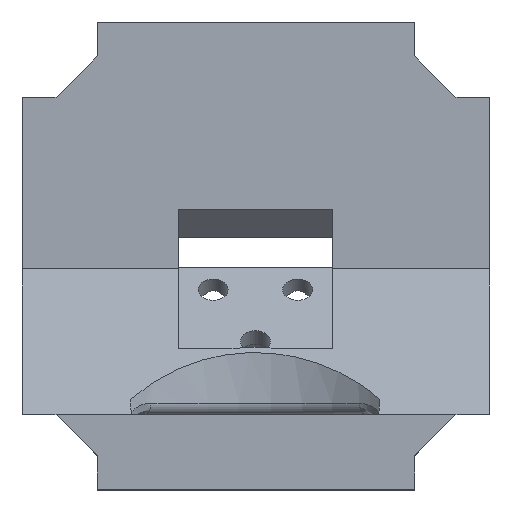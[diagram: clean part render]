
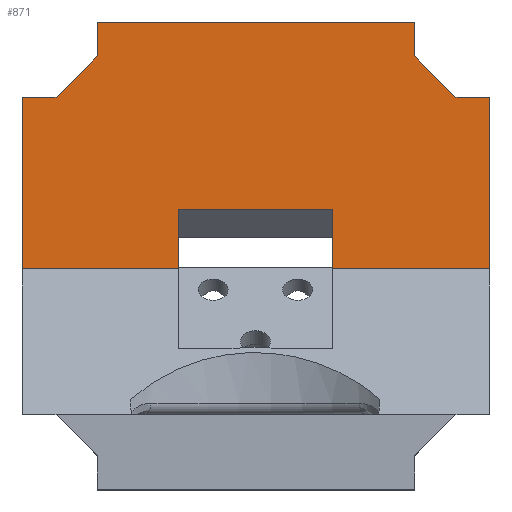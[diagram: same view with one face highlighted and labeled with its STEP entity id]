
A CAD part, top view. The second image highlights one B-rep face of the part: STEP entity #871.
In plain terms, the highlighted planar face has unit normal (0, 0, 1).
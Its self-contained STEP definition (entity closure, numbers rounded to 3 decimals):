
#87=FACE_OUTER_BOUND('',#135,.T.);
#135=EDGE_LOOP('',(#610,#611,#612,#613,#614,#615,#616,#617,#618,#619,#620,
#621,#622,#623));
#182=LINE('',#1244,#271);
#188=LINE('',#1255,#277);
#196=LINE('',#1293,#285);
#201=LINE('',#1376,#290);
#202=LINE('',#1378,#291);
#203=LINE('',#1380,#292);
#204=LINE('',#1382,#293);
#205=LINE('',#1384,#294);
#206=LINE('',#1386,#295);
#207=LINE('',#1388,#296);
#208=LINE('',#1390,#297);
#209=LINE('',#1392,#298);
#210=LINE('',#1394,#299);
#211=LINE('',#1395,#300);
#271=VECTOR('',#1007,10.);
#277=VECTOR('',#1015,10.);
#285=VECTOR('',#1033,10.);
#290=VECTOR('',#1044,10.);
#291=VECTOR('',#1045,10.);
#292=VECTOR('',#1046,10.);
#293=VECTOR('',#1047,10.);
#294=VECTOR('',#1048,10.);
#295=VECTOR('',#1049,10.);
#296=VECTOR('',#1050,10.);
#297=VECTOR('',#1051,10.);
#298=VECTOR('',#1052,10.);
#299=VECTOR('',#1053,10.);
#300=VECTOR('',#1054,10.);
#360=VERTEX_POINT('',#1241);
#361=VERTEX_POINT('',#1243);
#365=VERTEX_POINT('',#1253);
#374=VERTEX_POINT('',#1291);
#377=VERTEX_POINT('',#1375);
#378=VERTEX_POINT('',#1377);
#379=VERTEX_POINT('',#1379);
#380=VERTEX_POINT('',#1381);
#381=VERTEX_POINT('',#1383);
#382=VERTEX_POINT('',#1385);
#383=VERTEX_POINT('',#1387);
#384=VERTEX_POINT('',#1389);
#385=VERTEX_POINT('',#1391);
#386=VERTEX_POINT('',#1393);
#445=EDGE_CURVE('',#361,#360,#182,.T.);
#451=EDGE_CURVE('',#360,#365,#188,.T.);
#463=EDGE_CURVE('',#365,#374,#196,.T.);
#469=EDGE_CURVE('',#374,#377,#201,.T.);
#470=EDGE_CURVE('',#378,#377,#202,.T.);
#471=EDGE_CURVE('',#379,#378,#203,.T.);
#472=EDGE_CURVE('',#380,#379,#204,.T.);
#473=EDGE_CURVE('',#381,#380,#205,.T.);
#474=EDGE_CURVE('',#382,#381,#206,.T.);
#475=EDGE_CURVE('',#383,#382,#207,.T.);
#476=EDGE_CURVE('',#384,#383,#208,.T.);
#477=EDGE_CURVE('',#385,#384,#209,.T.);
#478=EDGE_CURVE('',#386,#385,#210,.T.);
#479=EDGE_CURVE('',#386,#361,#211,.T.);
#610=ORIENTED_EDGE('',*,*,#445,.T.);
#611=ORIENTED_EDGE('',*,*,#451,.T.);
#612=ORIENTED_EDGE('',*,*,#463,.T.);
#613=ORIENTED_EDGE('',*,*,#469,.T.);
#614=ORIENTED_EDGE('',*,*,#470,.F.);
#615=ORIENTED_EDGE('',*,*,#471,.F.);
#616=ORIENTED_EDGE('',*,*,#472,.F.);
#617=ORIENTED_EDGE('',*,*,#473,.F.);
#618=ORIENTED_EDGE('',*,*,#474,.F.);
#619=ORIENTED_EDGE('',*,*,#475,.F.);
#620=ORIENTED_EDGE('',*,*,#476,.F.);
#621=ORIENTED_EDGE('',*,*,#477,.F.);
#622=ORIENTED_EDGE('',*,*,#478,.F.);
#623=ORIENTED_EDGE('',*,*,#479,.T.);
#839=PLANE('',#938);
#871=ADVANCED_FACE('',(#87),#839,.F.);
#938=AXIS2_PLACEMENT_3D('',#1374,#1042,#1043);
#1007=DIRECTION('',(0.,1.,0.));
#1015=DIRECTION('',(1.,0.,0.));
#1033=DIRECTION('',(0.,-1.,0.));
#1042=DIRECTION('center_axis',(0.,0.,
-1.));
#1043=DIRECTION('ref_axis',(0.,1.,0.));
#1044=DIRECTION('',(1.,0.,0.));
#1045=DIRECTION('',(0.,-1.,0.));
#1046=DIRECTION('',(1.,0.,0.));
#1047=DIRECTION('',(0.707,-0.707,0.));
#1048=DIRECTION('',(0.,-1.,0.));
#1049=DIRECTION('',(1.,0.,0.));
#1050=DIRECTION('',(0.,1.,0.));
#1051=DIRECTION('',(0.707,0.707,0.));
#1052=DIRECTION('',(1.,0.,0.));
#1053=DIRECTION('',(0.,1.,0.));
#1054=DIRECTION('',(1.,0.,0.));
#1241=CARTESIAN_POINT('',(-8.266,4.95,2.986));
#1243=CARTESIAN_POINT('',(-8.266,-1.379,2.986));
#1244=CARTESIAN_POINT('',(-8.266,0.203,2.986));
#1253=CARTESIAN_POINT('',(8.144,4.95,2.986));
#1255=CARTESIAN_POINT('',(-8.378,4.95,2.986));
#1291=CARTESIAN_POINT('',(8.144,-1.379,2.986));
#1293=CARTESIAN_POINT('',(8.144,-5.599,2.986));
#1374=CARTESIAN_POINT('Origin',(-24.9,-1.379,2.986));
#1375=CARTESIAN_POINT('',(24.9,-1.379,2.986));
#1376=CARTESIAN_POINT('',(-24.9,-1.379,2.986));
#1377=CARTESIAN_POINT('',(24.9,16.9,2.986));
#1378=CARTESIAN_POINT('',(24.9,-9.139,2.986));
#1379=CARTESIAN_POINT('',(21.284,16.9,2.986));
#1380=CARTESIAN_POINT('',(0.,16.9,2.986));
#1381=CARTESIAN_POINT('',(16.9,21.284,2.986));
#1382=CARTESIAN_POINT('',(14.308,23.876,2.986));
#1383=CARTESIAN_POINT('',(16.9,24.9,2.986));
#1384=CARTESIAN_POINT('',(16.9,9.952,2.986));
#1385=CARTESIAN_POINT('',(-16.9,24.9,2.986));
#1386=CARTESIAN_POINT('',(-4.,24.9,2.986));
#1387=CARTESIAN_POINT('',(-16.9,21.284,2.986));
#1388=CARTESIAN_POINT('',(-16.9,11.761,2.986));
#1389=CARTESIAN_POINT('',(-21.284,16.9,2.986));
#1390=CARTESIAN_POINT('',(-24.566,13.618,2.986));
#1391=CARTESIAN_POINT('',(-24.9,16.9,2.986));
#1392=CARTESIAN_POINT('',(-23.092,16.9,2.986));
#1393=CARTESIAN_POINT('',(-24.9,-1.379,2.986));
#1394=CARTESIAN_POINT('',(-24.9,7.761,2.986));
#1395=CARTESIAN_POINT('',(-24.9,-1.379,2.986));
